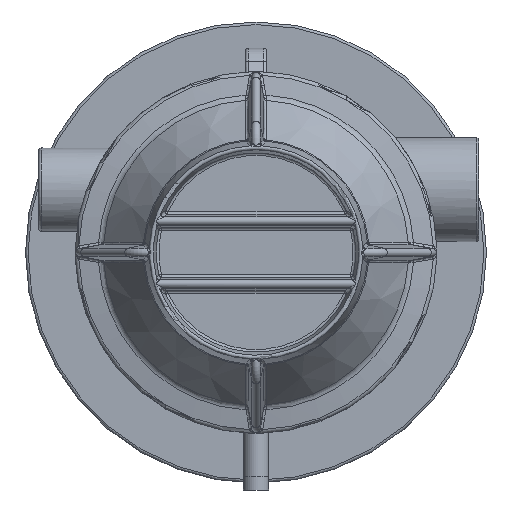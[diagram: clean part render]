
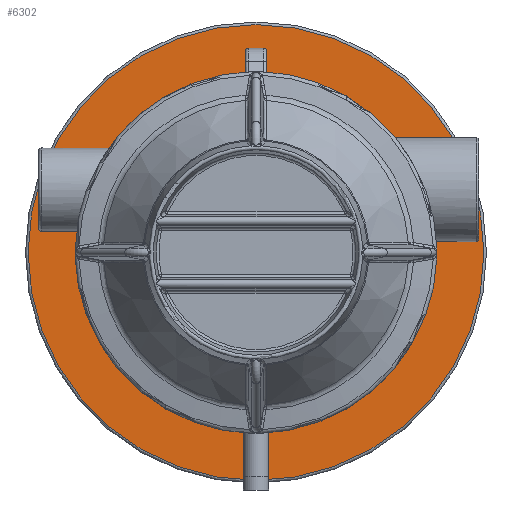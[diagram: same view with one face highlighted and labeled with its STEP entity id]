
A CAD part, front view. The second image highlights one B-rep face of the part: STEP entity #6302.
In plain terms, the highlighted planar face has unit normal (0, -1, 0).
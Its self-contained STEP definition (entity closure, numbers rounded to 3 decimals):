
#6302=ADVANCED_FACE('',(#8205,#8206),#7686,.T.);
#7686=PLANE('',#32295);
#8205=FACE_BOUND('',#9575,.T.);
#8206=FACE_BOUND('',#9576,.T.);
#9575=EDGE_LOOP('',(#16614));
#9576=EDGE_LOOP('',(#16615));
#11366=CIRCLE('',#32293,435.);
#11367=CIRCLE('',#32294,320.);
#16614=ORIENTED_EDGE('',*,*,#25471,.T.);
#16615=ORIENTED_EDGE('',*,*,#25472,.T.);
#22081=VERTEX_POINT('',#54722);
#22082=VERTEX_POINT('',#54724);
#25471=EDGE_CURVE('',#22081,#22081,#11366,.T.);
#25472=EDGE_CURVE('',#22082,#22082,#11367,.T.);
#32293=AXIS2_PLACEMENT_3D('',#54721,#38406,#38407);
#32294=AXIS2_PLACEMENT_3D('',#54723,#38408,#38409);
#32295=AXIS2_PLACEMENT_3D('',#54725,#38410,#38411);
#38406=DIRECTION('',(0.,-1.,0.));
#38407=DIRECTION('',(0.,0.,-1.));
#38408=DIRECTION('',(0.,1.,0.));
#38409=DIRECTION('',(0.,0.,-1.));
#38410=DIRECTION('',(0.,-1.,0.));
#38411=DIRECTION('',(0.,0.,-1.));
#54721=CARTESIAN_POINT('',(0.,-370.,0.));
#54722=CARTESIAN_POINT('',(0.,-370.,-435.));
#54723=CARTESIAN_POINT('',(0.,-370.,0.));
#54724=CARTESIAN_POINT('',(0.,-370.,-320.));
#54725=CARTESIAN_POINT('',(430.,-370.,0.));
